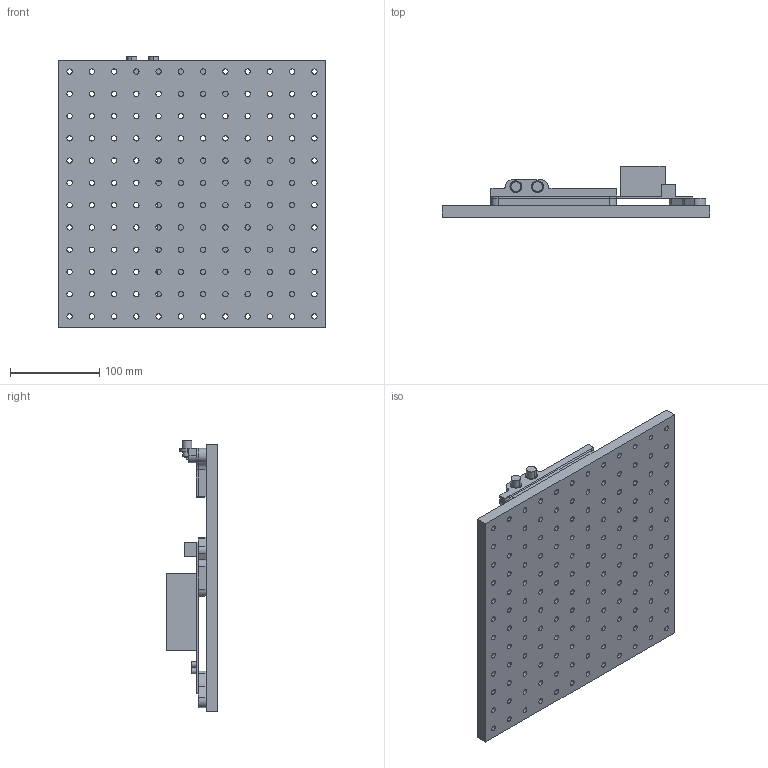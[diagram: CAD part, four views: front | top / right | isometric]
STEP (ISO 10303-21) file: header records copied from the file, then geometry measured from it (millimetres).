
FILE_DESCRIPTION (( 'STEP AP214' ), '1' );
FILE_NAME ('optical_plate.step', '2019-12-23T04:49:33', ( '' ), ( '' ), '', '', '' );
FILE_SCHEMA (( 'AUTOMOTIVE_DESIGN' ));
Length unit declared in the file: millimetre
Products named in the file (8): bnc; plate; adapter; optical_plate; jetson; bnc_panel; teensy_base; teensy_top
Assembly tree (8 placements, depth 2):
  optical_plate
    plate
    adapter
    jetson
    teensy_base
    teensy_top
    bnc_panel
    bnc  x2
Bounding box: 300 x 57.5 x 304.5 mm (x, y, z)
Volume: 1391240.8 mm3; surface area: 335971.7 mm2
Topology: 11 solids, 11 shells, 587 faces, 1594 edges, 1062 vertices
Faces by surface type: cylinder 445, plane 142
Entity records: 19592 total; most frequent: DIRECTION 3587, CARTESIAN_POINT 3188, ORIENTED_EDGE 3122, EDGE_CURVE 1561, AXIS2_PLACEMENT_3D 1447, VERTEX_POINT 1040, EDGE_LOOP 945, CIRCLE 866
